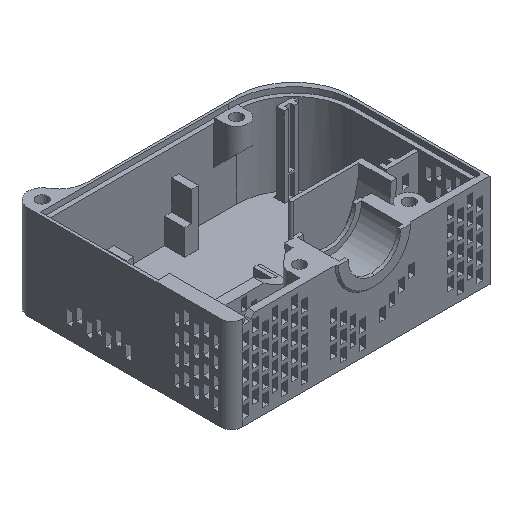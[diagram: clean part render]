
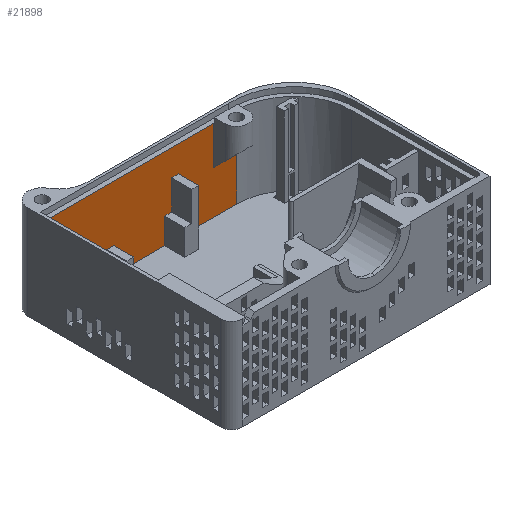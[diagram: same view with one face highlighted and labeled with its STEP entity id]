
A CAD part, isometric view. The second image highlights one B-rep face of the part: STEP entity #21898.
In plain terms, the highlighted planar face has unit normal (0, -1, 0).
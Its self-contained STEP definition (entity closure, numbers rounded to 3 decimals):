
#122 = CARTESIAN_POINT ( 'NONE',  ( -6.55, 66., -30.3 ) ) ;
#223 = ORIENTED_EDGE ( 'NONE', *, *, #20827, .T. ) ;
#368 = CARTESIAN_POINT ( 'NONE',  ( -46.85, 66., -21.35 ) ) ;
#424 = ORIENTED_EDGE ( 'NONE', *, *, #25750, .F. ) ;
#471 = CARTESIAN_POINT ( 'NONE',  ( -46.85, 66., -1.9 ) ) ;
#733 = VERTEX_POINT ( 'NONE', #24939 ) ;
#1219 = EDGE_CURVE ( 'NONE', #8406, #733, #10350, .T. ) ;
#1557 = CARTESIAN_POINT ( 'NONE',  ( 18.5, 66., -15.3 ) ) ;
#1606 = CARTESIAN_POINT ( 'NONE',  ( 0., 66., -21.35 ) ) ;
#1984 = EDGE_CURVE ( 'NONE', #21808, #733, #3317, .T. ) ;
#2286 = VECTOR ( 'NONE', #6539, 1000. ) ;
#2372 = ORIENTED_EDGE ( 'NONE', *, *, #5167, .T. ) ;
#2532 = VERTEX_POINT ( 'NONE', #7945 ) ;
#2653 = EDGE_CURVE ( 'NONE', #26403, #28366, #15991, .T. ) ;
#2907 = ORIENTED_EDGE ( 'NONE', *, *, #2653, .F. ) ;
#3317 = LINE ( 'NONE', #12954, #30873 ) ;
#3362 = CARTESIAN_POINT ( 'NONE',  ( 0., 66., -30.3 ) ) ;
#3617 = VERTEX_POINT ( 'NONE', #17452 ) ;
#3664 = VECTOR ( 'NONE', #8091, 1000. ) ;
#4071 = DIRECTION ( 'NONE',  ( 1., 0., 0. ) ) ;
#4643 = EDGE_CURVE ( 'NONE', #13952, #26403, #14162, .T. ) ;
#5083 = LINE ( 'NONE', #15170, #11936 ) ;
#5158 = VERTEX_POINT ( 'NONE', #26811 ) ;
#5165 = LINE ( 'NONE', #26923, #28178 ) ;
#5167 = EDGE_CURVE ( 'NONE', #9508, #28366, #5208, .T. ) ;
#5208 = LINE ( 'NONE', #26965, #12433 ) ;
#5274 = CARTESIAN_POINT ( 'NONE',  ( -26.7, 66., -30.3 ) ) ;
#5356 = DIRECTION ( 'NONE',  ( 0., 0., -1. ) ) ;
#5622 = CARTESIAN_POINT ( 'NONE',  ( 0., 66., -15.3 ) ) ;
#6217 = CARTESIAN_POINT ( 'NONE',  ( 0., 66., -21.35 ) ) ;
#6221 = CARTESIAN_POINT ( 'NONE',  ( -4.15, 66., 0. ) ) ;
#6539 = DIRECTION ( 'NONE',  ( 0., 0., -1. ) ) ;
#7122 = VECTOR ( 'NONE', #15685, 1000. ) ;
#7339 = ORIENTED_EDGE ( 'NONE', *, *, #7458, .F. ) ;
#7458 = EDGE_CURVE ( 'NONE', #2532, #3617, #18058, .T. ) ;
#7945 = CARTESIAN_POINT ( 'NONE',  ( -4.15, 66., -11. ) ) ;
#8091 = DIRECTION ( 'NONE',  ( -1., 0., 0. ) ) ;
#8258 = VECTOR ( 'NONE', #20695, 1000. ) ;
#8275 = VECTOR ( 'NONE', #13713, 1000. ) ;
#8366 = DIRECTION ( 'NONE',  ( 0., 0., -1. ) ) ;
#8406 = VERTEX_POINT ( 'NONE', #21135 ) ;
#8516 = DIRECTION ( 'NONE',  ( 0., 0., -1. ) ) ;
#8675 = DIRECTION ( 'NONE',  ( 0., 1., 0. ) ) ;
#9136 = ORIENTED_EDGE ( 'NONE', *, *, #27336, .T. ) ;
#9508 = VERTEX_POINT ( 'NONE', #27565 ) ;
#9749 = ORIENTED_EDGE ( 'NONE', *, *, #13060, .F. ) ;
#9887 = VERTEX_POINT ( 'NONE', #17359 ) ;
#10315 = ORIENTED_EDGE ( 'NONE', *, *, #29305, .F. ) ;
#10350 = LINE ( 'NONE', #5622, #31175 ) ;
#10688 = CARTESIAN_POINT ( 'NONE',  ( 0., 66., -11. ) ) ;
#10751 = LINE ( 'NONE', #18006, #8258 ) ;
#10799 = LINE ( 'NONE', #6217, #19108 ) ;
#10846 = EDGE_CURVE ( 'NONE', #27309, #5158, #13865, .T. ) ;
#10902 = ORIENTED_EDGE ( 'NONE', *, *, #16314, .F. ) ;
#11057 = DIRECTION ( 'NONE',  ( 1., 0., 0. ) ) ;
#11182 = DIRECTION ( 'NONE',  ( 0., 0., -1. ) ) ;
#11262 = CARTESIAN_POINT ( 'NONE',  ( 0., 66., -30.3 ) ) ;
#11267 = VERTEX_POINT ( 'NONE', #28792 ) ;
#11439 = ORIENTED_EDGE ( 'NONE', *, *, #4643, .F. ) ;
#11495 = CARTESIAN_POINT ( 'NONE',  ( -24.3, 66., 0. ) ) ;
#11787 = DIRECTION ( 'NONE',  ( 0., 0., -1. ) ) ;
#11936 = VECTOR ( 'NONE', #12349, 1000. ) ;
#12227 = ORIENTED_EDGE ( 'NONE', *, *, #10846, .F. ) ;
#12246 = VECTOR ( 'NONE', #11057, 1000. ) ;
#12349 = DIRECTION ( 'NONE',  ( -1., 0., 0. ) ) ;
#12433 = VECTOR ( 'NONE', #5356, 1000. ) ;
#12434 = DIRECTION ( 'NONE',  ( 0., 0., -1. ) ) ;
#12540 = ORIENTED_EDGE ( 'NONE', *, *, #1984, .F. ) ;
#12628 = VECTOR ( 'NONE', #22740, 1000. ) ;
#12954 = CARTESIAN_POINT ( 'NONE',  ( 10.5, 66., 0. ) ) ;
#13060 = EDGE_CURVE ( 'NONE', #18378, #18933, #5083, .T. ) ;
#13100 = CARTESIAN_POINT ( 'NONE',  ( 10.5, 66., -1.9 ) ) ;
#13312 = LINE ( 'NONE', #11262, #3664 ) ;
#13416 = FACE_OUTER_BOUND ( 'NONE', #22208, .T. ) ;
#13518 = ORIENTED_EDGE ( 'NONE', *, *, #1219, .T. ) ;
#13589 = CARTESIAN_POINT ( 'NONE',  ( 0., 66., -1.9 ) ) ;
#13713 = DIRECTION ( 'NONE',  ( 0., 0., 1. ) ) ;
#13865 = LINE ( 'NONE', #11495, #8275 ) ;
#13952 = VERTEX_POINT ( 'NONE', #25811 ) ;
#14162 = LINE ( 'NONE', #23771, #28031 ) ;
#14691 = CARTESIAN_POINT ( 'NONE',  ( -44.45, 66., -30.3 ) ) ;
#15170 = CARTESIAN_POINT ( 'NONE',  ( 0., 66., -30.3 ) ) ;
#15685 = DIRECTION ( 'NONE',  ( -1., 0., 0. ) ) ;
#15946 = DIRECTION ( 'NONE',  ( -1., 0., 0. ) ) ;
#15991 = LINE ( 'NONE', #3362, #7122 ) ;
#16314 = EDGE_CURVE ( 'NONE', #26993, #21808, #19215, .T. ) ;
#16359 = VERTEX_POINT ( 'NONE', #122 ) ;
#16937 = ORIENTED_EDGE ( 'NONE', *, *, #16938, .F. ) ;
#16938 = EDGE_CURVE ( 'NONE', #16359, #27309, #13312, .T. ) ;
#17090 = LINE ( 'NONE', #18016, #12628 ) ;
#17290 = DIRECTION ( 'NONE',  ( -1., 0., 0. ) ) ;
#17359 = CARTESIAN_POINT ( 'NONE',  ( -6.55, 66., -21.35 ) ) ;
#17452 = CARTESIAN_POINT ( 'NONE',  ( -4.15, 66., -21.35 ) ) ;
#17748 = EDGE_CURVE ( 'NONE', #8406, #18378, #29935, .T. ) ;
#17765 = EDGE_CURVE ( 'NONE', #2532, #11267, #18268, .T. ) ;
#17950 = CARTESIAN_POINT ( 'NONE',  ( -1.75, 66., -30.3 ) ) ;
#18006 = CARTESIAN_POINT ( 'NONE',  ( 0., 66., -21.35 ) ) ;
#18016 = CARTESIAN_POINT ( 'NONE',  ( -46.85, 66., 0. ) ) ;
#18058 = LINE ( 'NONE', #6221, #2286 ) ;
#18268 = LINE ( 'NONE', #10688, #19337 ) ;
#18378 = VERTEX_POINT ( 'NONE', #19472 ) ;
#18476 = ORIENTED_EDGE ( 'NONE', *, *, #17748, .F. ) ;
#18933 = VERTEX_POINT ( 'NONE', #17950 ) ;
#19108 = VECTOR ( 'NONE', #30523, 1000. ) ;
#19215 = LINE ( 'NONE', #13589, #12246 ) ;
#19337 = VECTOR ( 'NONE', #4071, 1000. ) ;
#19472 = CARTESIAN_POINT ( 'NONE',  ( 18.5, 66., -30.3 ) ) ;
#20516 = AXIS2_PLACEMENT_3D ( 'NONE', #30295, #8675, #8516 ) ;
#20695 = DIRECTION ( 'NONE',  ( 1., 0., 0. ) ) ;
#20827 = EDGE_CURVE ( 'NONE', #22808, #9508, #10751, .T. ) ;
#21135 = CARTESIAN_POINT ( 'NONE',  ( 18.5, 66., -15.3 ) ) ;
#21280 = CARTESIAN_POINT ( 'NONE',  ( -24.3, 66., -30.3 ) ) ;
#21578 = ORIENTED_EDGE ( 'NONE', *, *, #17765, .T. ) ;
#21808 = VERTEX_POINT ( 'NONE', #13100 ) ;
#21898 = ADVANCED_FACE ( 'NONE', ( #13416 ), #27593, .F. ) ;
#22208 = EDGE_LOOP ( 'NONE', ( #10902, #27894, #223, #2372, #2907, #11439, #424, #12227, #16937, #23427, #10315, #7339, #21578, #9136, #9749, #18476, #13518, #12540 ) ) ;
#22740 = DIRECTION ( 'NONE',  ( 0., 0., 1. ) ) ;
#22808 = VERTEX_POINT ( 'NONE', #368 ) ;
#23092 = DIRECTION ( 'NONE',  ( 0., 0., -1. ) ) ;
#23427 = ORIENTED_EDGE ( 'NONE', *, *, #29271, .F. ) ;
#23771 = CARTESIAN_POINT ( 'NONE',  ( -26.7, 66., 0. ) ) ;
#24616 = VECTOR ( 'NONE', #23092, 1000. ) ;
#24939 = CARTESIAN_POINT ( 'NONE',  ( 10.5, 66., -15.3 ) ) ;
#25141 = LINE ( 'NONE', #30041, #24616 ) ;
#25750 = EDGE_CURVE ( 'NONE', #5158, #13952, #28247, .T. ) ;
#25811 = CARTESIAN_POINT ( 'NONE',  ( -26.7, 66., -21.35 ) ) ;
#26403 = VERTEX_POINT ( 'NONE', #5274 ) ;
#26811 = CARTESIAN_POINT ( 'NONE',  ( -24.3, 66., -21.35 ) ) ;
#26923 = CARTESIAN_POINT ( 'NONE',  ( -1.75, 66., 0. ) ) ;
#26965 = CARTESIAN_POINT ( 'NONE',  ( -44.45, 66., 0. ) ) ;
#26993 = VERTEX_POINT ( 'NONE', #471 ) ;
#27309 = VERTEX_POINT ( 'NONE', #21280 ) ;
#27336 = EDGE_CURVE ( 'NONE', #11267, #18933, #5165, .T. ) ;
#27565 = CARTESIAN_POINT ( 'NONE',  ( -44.45, 66., -21.35 ) ) ;
#27593 = PLANE ( 'NONE',  #20516 ) ;
#27894 = ORIENTED_EDGE ( 'NONE', *, *, #30687, .F. ) ;
#28031 = VECTOR ( 'NONE', #11787, 1000. ) ;
#28178 = VECTOR ( 'NONE', #12434, 1000. ) ;
#28247 = LINE ( 'NONE', #1606, #30631 ) ;
#28366 = VERTEX_POINT ( 'NONE', #14691 ) ;
#28792 = CARTESIAN_POINT ( 'NONE',  ( -1.75, 66., -11. ) ) ;
#29271 = EDGE_CURVE ( 'NONE', #9887, #16359, #25141, .T. ) ;
#29305 = EDGE_CURVE ( 'NONE', #3617, #9887, #10799, .T. ) ;
#29900 = VECTOR ( 'NONE', #11182, 1000. ) ;
#29935 = LINE ( 'NONE', #1557, #29900 ) ;
#30041 = CARTESIAN_POINT ( 'NONE',  ( -6.55, 66., 0. ) ) ;
#30295 = CARTESIAN_POINT ( 'NONE',  ( 0., 66., 0. ) ) ;
#30523 = DIRECTION ( 'NONE',  ( -1., 0., 0. ) ) ;
#30631 = VECTOR ( 'NONE', #15946, 1000. ) ;
#30687 = EDGE_CURVE ( 'NONE', #22808, #26993, #17090, .T. ) ;
#30873 = VECTOR ( 'NONE', #8366, 1000. ) ;
#31175 = VECTOR ( 'NONE', #17290, 1000. ) ;
